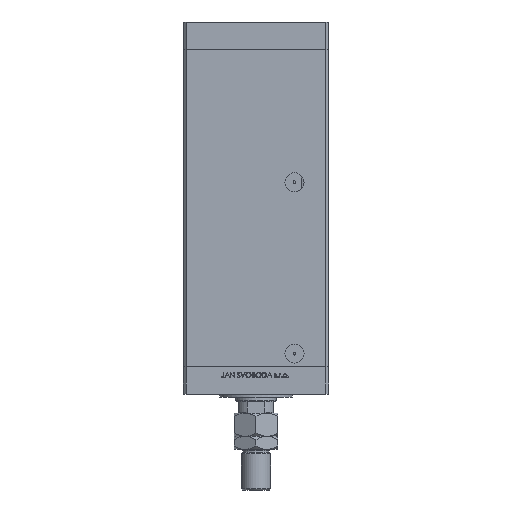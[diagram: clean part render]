
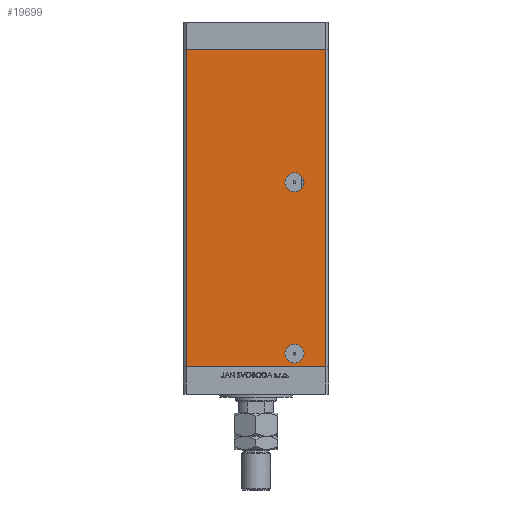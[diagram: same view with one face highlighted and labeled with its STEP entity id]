
A CAD part, front view. The second image highlights one B-rep face of the part: STEP entity #19699.
In plain terms, the highlighted planar face has unit normal (0, -1, 0).
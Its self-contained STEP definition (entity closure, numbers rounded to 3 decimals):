
#706 = VECTOR ( 'NONE', #24165, 1000. ) ;
#941 = DIRECTION ( 'NONE',  ( 0., -1., 0. ) ) ;
#3537 = CARTESIAN_POINT ( 'NONE',  ( -48., -43.5, 218.5 ) ) ;
#4217 = CARTESIAN_POINT ( 'NONE',  ( 48., -43.5, 218.5 ) ) ;
#4491 = DIRECTION ( 'NONE',  ( 0., 0., -1. ) ) ;
#4617 = EDGE_CURVE ( 'NONE', #18304, #14572, #24254, .T. ) ;
#4819 = CARTESIAN_POINT ( 'NONE',  ( -48., -43.5, 218.5 ) ) ;
#5125 = DIRECTION ( 'NONE',  ( 0., 0., -1. ) ) ;
#6705 = FACE_BOUND ( 'NONE', #36536, .T. ) ;
#6959 = PLANE ( 'NONE',  #25484 ) ;
#7218 = FACE_BOUND ( 'NONE', #49943, .T. ) ;
#7717 = DIRECTION ( 'NONE',  ( 0., 1., 0. ) ) ;
#8633 = EDGE_CURVE ( 'NONE', #46536, #50430, #21638, .T. ) ;
#9721 = ORIENTED_EDGE ( 'NONE', *, *, #4617, .F. ) ;
#10572 = CARTESIAN_POINT ( 'NONE',  ( -48., -43.5, 218.5 ) ) ;
#10615 = VECTOR ( 'NONE', #31418, 1000. ) ;
#10621 = FACE_OUTER_BOUND ( 'NONE', #44272, .T. ) ;
#10990 = EDGE_CURVE ( 'NONE', #14572, #18304, #40345, .T. ) ;
#11198 = AXIS2_PLACEMENT_3D ( 'NONE', #32514, #7717, #28590 ) ;
#12232 = CARTESIAN_POINT ( 'NONE',  ( 48., -43.5, 0. ) ) ;
#13008 = CARTESIAN_POINT ( 'NONE',  ( -48., -43.5, 218.5 ) ) ;
#14572 = VERTEX_POINT ( 'NONE', #33996 ) ;
#14842 = ORIENTED_EDGE ( 'NONE', *, *, #43685, .T. ) ;
#16596 = EDGE_CURVE ( 'NONE', #28530, #19760, #43781, .T. ) ;
#18304 = VERTEX_POINT ( 'NONE', #26384 ) ;
#19699 = ADVANCED_FACE ( 'NONE', ( #6705, #10621, #7218 ), #6959, .F. ) ;
#19760 = VERTEX_POINT ( 'NONE', #22382 ) ;
#20221 = CARTESIAN_POINT ( 'NONE',  ( 26.5, -43.5, 120.42 ) ) ;
#20262 = ORIENTED_EDGE ( 'NONE', *, *, #16596, .T. ) ;
#20364 = CARTESIAN_POINT ( 'NONE',  ( -48., -43.5, 0. ) ) ;
#21638 = LINE ( 'NONE', #13008, #49453 ) ;
#22206 = ORIENTED_EDGE ( 'NONE', *, *, #37389, .F. ) ;
#22382 = CARTESIAN_POINT ( 'NONE',  ( 26.5, -43.5, 133.58 ) ) ;
#24165 = DIRECTION ( 'NONE',  ( 0., 0., -1. ) ) ;
#24254 = CIRCLE ( 'NONE', #41819, 6.58 ) ;
#24599 = CARTESIAN_POINT ( 'NONE',  ( 26.5, -43.5, 127. ) ) ;
#24721 = CARTESIAN_POINT ( 'NONE',  ( 26.5, -43.5, 9. ) ) ;
#25029 = DIRECTION ( 'NONE',  ( 1., 0., 0. ) ) ;
#25384 = CIRCLE ( 'NONE', #46266, 6.58 ) ;
#25484 = AXIS2_PLACEMENT_3D ( 'NONE', #3537, #31496, #35437 ) ;
#26384 = CARTESIAN_POINT ( 'NONE',  ( 26.5, -43.5, 15.58 ) ) ;
#28530 = VERTEX_POINT ( 'NONE', #20221 ) ;
#28590 = DIRECTION ( 'NONE',  ( 0., 0., -1. ) ) ;
#29228 = LINE ( 'NONE', #20364, #30353 ) ;
#29378 = EDGE_CURVE ( 'NONE', #50955, #31892, #29228, .T. ) ;
#29836 = EDGE_CURVE ( 'NONE', #19760, #28530, #25384, .T. ) ;
#30353 = VECTOR ( 'NONE', #45192, 1000. ) ;
#31224 = ORIENTED_EDGE ( 'NONE', *, *, #8633, .F. ) ;
#31418 = DIRECTION ( 'NONE',  ( 0., 0., -1. ) ) ;
#31496 = DIRECTION ( 'NONE',  ( 0., 1., 0. ) ) ;
#31892 = VERTEX_POINT ( 'NONE', #12232 ) ;
#32514 = CARTESIAN_POINT ( 'NONE',  ( 26.5, -43.5, 127. ) ) ;
#33504 = ORIENTED_EDGE ( 'NONE', *, *, #10990, .F. ) ;
#33996 = CARTESIAN_POINT ( 'NONE',  ( 26.5, -43.5, 2.42 ) ) ;
#35144 = ORIENTED_EDGE ( 'NONE', *, *, #29836, .T. ) ;
#35437 = DIRECTION ( 'NONE',  ( 0., 0., 1. ) ) ;
#36106 = LINE ( 'NONE', #39782, #10615 ) ;
#36536 = EDGE_LOOP ( 'NONE', ( #33504, #9721 ) ) ;
#37389 = EDGE_CURVE ( 'NONE', #50430, #31892, #36106, .T. ) ;
#39078 = DIRECTION ( 'NONE',  ( 0., 0., -1. ) ) ;
#39782 = CARTESIAN_POINT ( 'NONE',  ( 48., -43.5, 218.5 ) ) ;
#40345 = CIRCLE ( 'NONE', #43714, 6.58 ) ;
#41819 = AXIS2_PLACEMENT_3D ( 'NONE', #50596, #42488, #39078 ) ;
#42488 = DIRECTION ( 'NONE',  ( 0., -1., 0. ) ) ;
#43685 = EDGE_CURVE ( 'NONE', #46536, #50955, #49252, .T. ) ;
#43714 = AXIS2_PLACEMENT_3D ( 'NONE', #24721, #941, #5125 ) ;
#43781 = CIRCLE ( 'NONE', #11198, 6.58 ) ;
#43969 = DIRECTION ( 'NONE',  ( 0., 1., 0. ) ) ;
#44272 = EDGE_LOOP ( 'NONE', ( #49282, #22206, #31224, #14842 ) ) ;
#45192 = DIRECTION ( 'NONE',  ( 1., 0., 0. ) ) ;
#46266 = AXIS2_PLACEMENT_3D ( 'NONE', #24599, #43969, #4491 ) ;
#46536 = VERTEX_POINT ( 'NONE', #10572 ) ;
#49252 = LINE ( 'NONE', #4819, #706 ) ;
#49282 = ORIENTED_EDGE ( 'NONE', *, *, #29378, .T. ) ;
#49453 = VECTOR ( 'NONE', #25029, 1000. ) ;
#49943 = EDGE_LOOP ( 'NONE', ( #20262, #35144 ) ) ;
#50430 = VERTEX_POINT ( 'NONE', #4217 ) ;
#50596 = CARTESIAN_POINT ( 'NONE',  ( 26.5, -43.5, 9. ) ) ;
#50666 = CARTESIAN_POINT ( 'NONE',  ( -48., -43.5, 0. ) ) ;
#50955 = VERTEX_POINT ( 'NONE', #50666 ) ;
